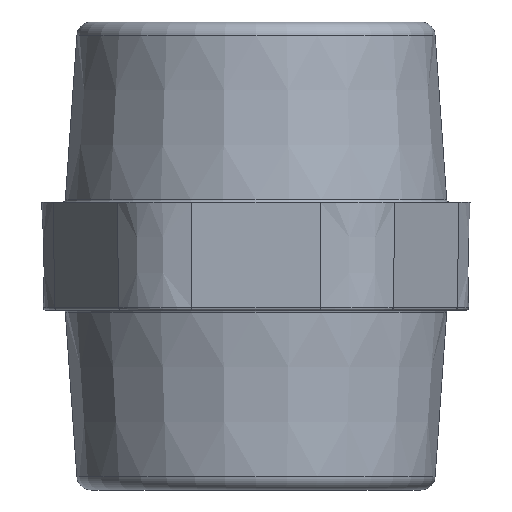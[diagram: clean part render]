
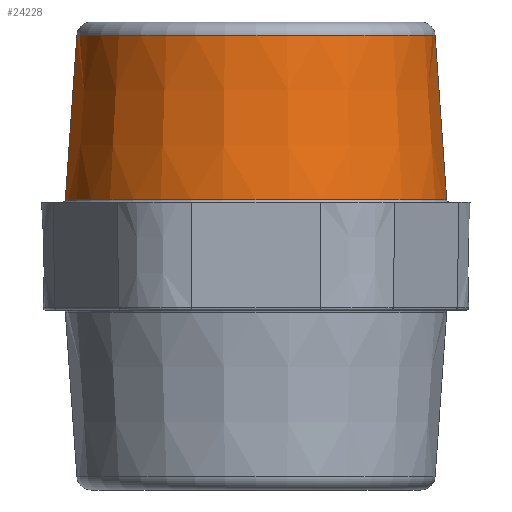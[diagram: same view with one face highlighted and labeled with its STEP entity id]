
A CAD part, front view. The second image highlights one B-rep face of the part: STEP entity #24228.
In plain terms, the highlighted conical face has half-angle 4 degrees and reference radius 25.681 mm.
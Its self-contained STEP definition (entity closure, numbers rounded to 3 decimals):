
#783 = VECTOR ( 'NONE', #33730, 1000. ) ;
#2157 = DIRECTION ( 'NONE',  ( 1., 0., 0. ) ) ;
#4691 = LINE ( 'NONE', #49884, #783 ) ;
#5262 = EDGE_CURVE ( 'NONE', #53593, #26119, #61381, .T. ) ;
#6248 = ORIENTED_EDGE ( 'NONE', *, *, #64375, .F. ) ;
#11523 = EDGE_CURVE ( 'NONE', #20400, #50577, #4691, .T. ) ;
#14372 = CIRCLE ( 'NONE', #51263, 24.882 ) ;
#14618 = CARTESIAN_POINT ( 'NONE',  ( 24.882, 0., 38.14 ) ) ;
#19119 = AXIS2_PLACEMENT_3D ( 'NONE', #31895, #36507, #2157 ) ;
#20400 = VERTEX_POINT ( 'NONE', #32024 ) ;
#20807 = AXIS2_PLACEMENT_3D ( 'NONE', #31472, #60535, #55910 ) ;
#24022 = ORIENTED_EDGE ( 'NONE', *, *, #5262, .T. ) ;
#24228 = ADVANCED_FACE ( 'NONE', ( #26280 ), #51819, .T. ) ;
#24596 = ORIENTED_EDGE ( 'NONE', *, *, #39007, .F. ) ;
#26119 = VERTEX_POINT ( 'NONE', #14618 ) ;
#26280 = FACE_OUTER_BOUND ( 'NONE', #45536, .T. ) ;
#26571 = DIRECTION ( 'NONE',  ( 0., 0., 1. ) ) ;
#27032 = CARTESIAN_POINT ( 'NONE',  ( -24.882, 0., 38.14 ) ) ;
#30686 = DIRECTION ( 'NONE',  ( -0.07, 0., 0.998 ) ) ;
#31472 = CARTESIAN_POINT ( 'NONE',  ( 0., 0., 15.279 ) ) ;
#31895 = CARTESIAN_POINT ( 'NONE',  ( 0., 0., 26.709 ) ) ;
#32024 = CARTESIAN_POINT ( 'NONE',  ( -26.48, 0., 15.279 ) ) ;
#33386 = CIRCLE ( 'NONE', #20807, 26.48 ) ;
#33730 = DIRECTION ( 'NONE',  ( 0.07, 0., 0.998 ) ) ;
#36507 = DIRECTION ( 'NONE',  ( 0., 0., -1. ) ) ;
#36811 = DIRECTION ( 'NONE',  ( -1., 0., 0. ) ) ;
#39007 = EDGE_CURVE ( 'NONE', #50577, #26119, #14372, .T. ) ;
#41837 = VECTOR ( 'NONE', #30686, 1000. ) ;
#42387 = CARTESIAN_POINT ( 'NONE',  ( 0., 0., 38.14 ) ) ;
#45536 = EDGE_LOOP ( 'NONE', ( #24022, #24596, #64606, #6248 ) ) ;
#49884 = CARTESIAN_POINT ( 'NONE',  ( -26.48, 0., 15.279 ) ) ;
#50577 = VERTEX_POINT ( 'NONE', #27032 ) ;
#51263 = AXIS2_PLACEMENT_3D ( 'NONE', #42387, #26571, #36811 ) ;
#51819 = CONICAL_SURFACE ( 'NONE', #19119, 25.681, 0.07 ) ;
#53593 = VERTEX_POINT ( 'NONE', #59628 ) ;
#55910 = DIRECTION ( 'NONE',  ( 1., 0., 0. ) ) ;
#57084 = CARTESIAN_POINT ( 'NONE',  ( 26.48, 0., 15.279 ) ) ;
#59628 = CARTESIAN_POINT ( 'NONE',  ( 26.48, 0., 15.279 ) ) ;
#60535 = DIRECTION ( 'NONE',  ( 0., 0., -1. ) ) ;
#61381 = LINE ( 'NONE', #57084, #41837 ) ;
#64375 = EDGE_CURVE ( 'NONE', #53593, #20400, #33386, .T. ) ;
#64606 = ORIENTED_EDGE ( 'NONE', *, *, #11523, .F. ) ;
